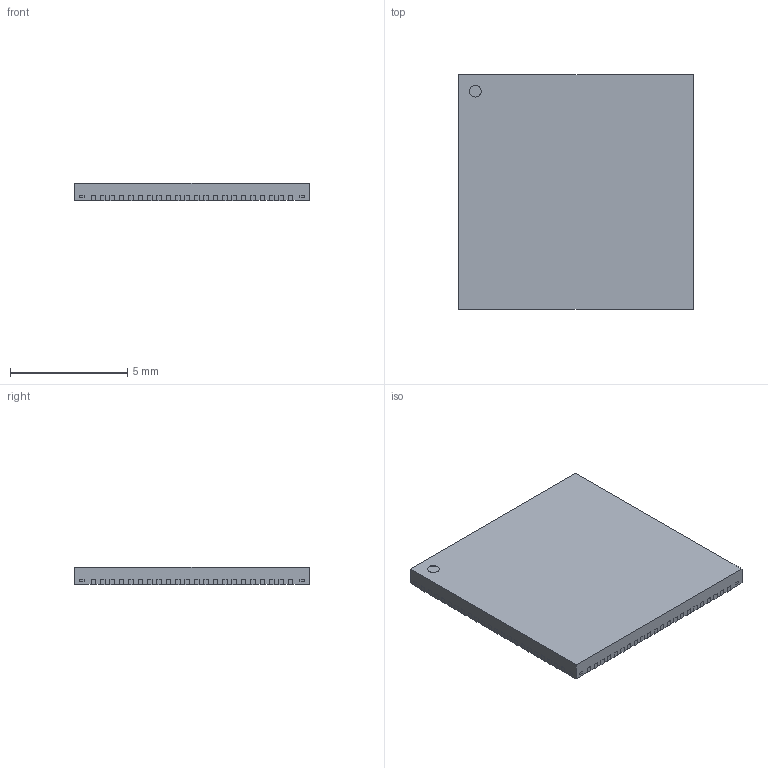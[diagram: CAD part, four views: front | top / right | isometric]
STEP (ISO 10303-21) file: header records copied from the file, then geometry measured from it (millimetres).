
FILE_DESCRIPTION (( 'STEP AP214' ), '1' );
FILE_NAME ('QFN88_MO-220-WNNE-1.STEP', '2022-04-28T12:13:21', ( '' ), ( '' ), 'SwSTEP 2.0', 'SolidWorks 2019', '' );
FILE_SCHEMA (( 'AUTOMOTIVE_DESIGN' ));
Length unit declared in the file: millimetre
Products named in the file (1): QFN88_MO-220-WNNE-1
Bounding box: 10 x 10 x 0.75 mm (x, y, z)
Volume: 73.8 mm3; surface area: 231.7 mm2
Topology: 1 solids, 1 shells, 759 faces, 2241 edges, 1494 vertices
Faces by surface type: plane 581, cylinder 178
Entity records: 33514 total; most frequent: CARTESIAN_POINT 4495, ORIENTED_EDGE 4482, DIRECTION 4117, EDGE_CURVE 2241, LINE 1885, VECTOR 1885, VERTEX_POINT 1494, AXIS2_PLACEMENT_3D 1116
